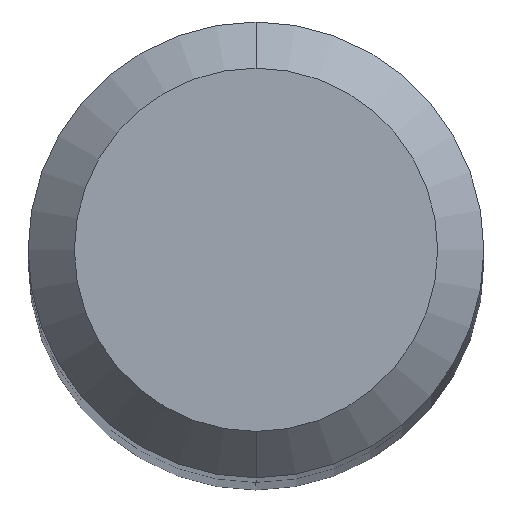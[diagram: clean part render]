
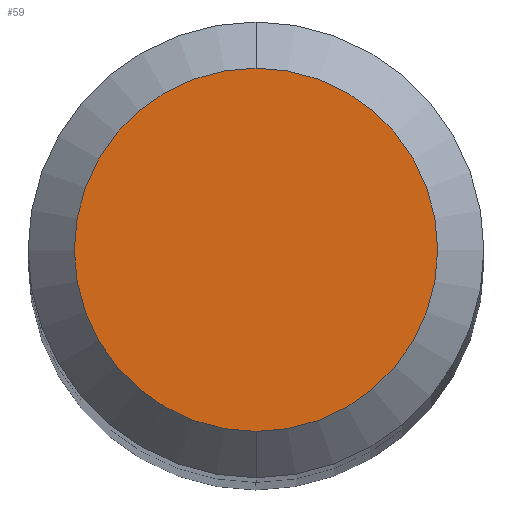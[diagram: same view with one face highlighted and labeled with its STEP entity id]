
A CAD part, top view. The second image highlights one B-rep face of the part: STEP entity #59.
In plain terms, the highlighted planar face has unit normal (0, 0, 1).
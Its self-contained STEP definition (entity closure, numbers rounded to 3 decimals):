
#31 = CARTESIAN_POINT ( 'NONE',  ( 0., -2.75, 109. ) ) ;
#56 = DIRECTION ( 'NONE',  ( 0., 0., -1. ) ) ;
#59 = ADVANCED_FACE ( 'NONE', ( #298 ), #170, .F. ) ;
#66 = ORIENTED_EDGE ( 'NONE', *, *, #90, .F. ) ;
#70 = EDGE_CURVE ( 'NONE', #159, #116, #310, .T. ) ;
#79 = DIRECTION ( 'NONE',  ( 0., 0., -1. ) ) ;
#90 = EDGE_CURVE ( 'NONE', #116, #159, #234, .T. ) ;
#99 = EDGE_LOOP ( 'NONE', ( #217, #66 ) ) ;
#116 = VERTEX_POINT ( 'NONE', #31 ) ;
#128 = CARTESIAN_POINT ( 'NONE',  ( 0., 0., 109. ) ) ;
#143 = CARTESIAN_POINT ( 'NONE',  ( 0., 0., 109. ) ) ;
#149 = AXIS2_PLACEMENT_3D ( 'NONE', #332, #79, #206 ) ;
#156 = CARTESIAN_POINT ( 'NONE',  ( 0., 2.75, 109. ) ) ;
#159 = VERTEX_POINT ( 'NONE', #156 ) ;
#170 = PLANE ( 'NONE',  #188 ) ;
#188 = AXIS2_PLACEMENT_3D ( 'NONE', #143, #56, #333 ) ;
#193 = DIRECTION ( 'NONE',  ( 0., 0., -1. ) ) ;
#202 = DIRECTION ( 'NONE',  ( 0., 1., 0. ) ) ;
#206 = DIRECTION ( 'NONE',  ( 0., 1., 0. ) ) ;
#217 = ORIENTED_EDGE ( 'NONE', *, *, #70, .F. ) ;
#234 = CIRCLE ( 'NONE', #149, 2.75 ) ;
#257 = AXIS2_PLACEMENT_3D ( 'NONE', #128, #193, #202 ) ;
#298 = FACE_OUTER_BOUND ( 'NONE', #99, .T. ) ;
#310 = CIRCLE ( 'NONE', #257, 2.75 ) ;
#332 = CARTESIAN_POINT ( 'NONE',  ( 0., 0., 109. ) ) ;
#333 = DIRECTION ( 'NONE',  ( 0., 1., 0. ) ) ;
